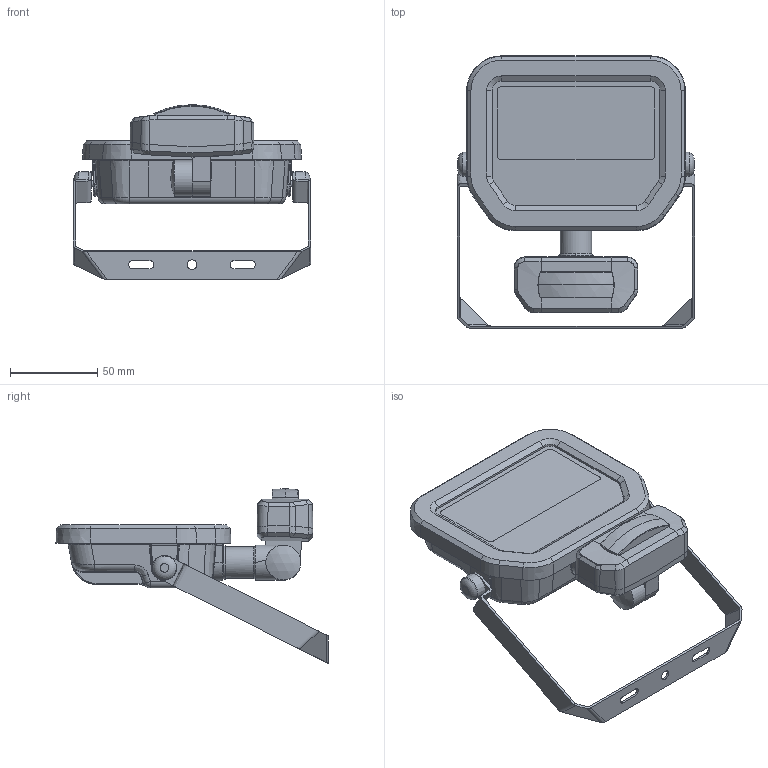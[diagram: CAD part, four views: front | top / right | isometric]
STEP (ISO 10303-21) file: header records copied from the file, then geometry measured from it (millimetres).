
FILE_DESCRIPTION (( 'STEP AP214' ), '1' );
FILE_NAME ('FL_G4_SEN_8W.STEP', '2024-05-29T12:36:01', ( '' ), ( '' ), 'SwSTEP 2.0', 'SolidWorks 2022', '' );
FILE_SCHEMA (( 'AUTOMOTIVE_DESIGN' ));
Length unit declared in the file: millimetre
Products named in the file (1): FL_G4_SEN_8W
Bounding box: 136 x 155.53 x 99.81 mm (x, y, z)
Volume: 143313.5 mm3; surface area: 117503.3 mm2
Topology: 9 solids, 10 shells, 722 faces, 1793 edges, 1063 vertices
Faces by surface type: bspline 219, plane 203, cylinder 202, cone 56, torus 35, sphere 7
Full cylindrical faces by diameter (mm): 3.3 x2, 3.5 x2, 5.5 x1, 18 x1, 19 x1, 20 x1
Entity records: 37627 total; most frequent: CARTESIAN_POINT 14535, ORIENTED_EDGE 3476, DIRECTION 2659, EDGE_CURVE 1738, VERTEX_POINT 1060, AXIS2_PLACEMENT_3D 992, EDGE_LOOP 760, FACE_OUTER_BOUND 734
